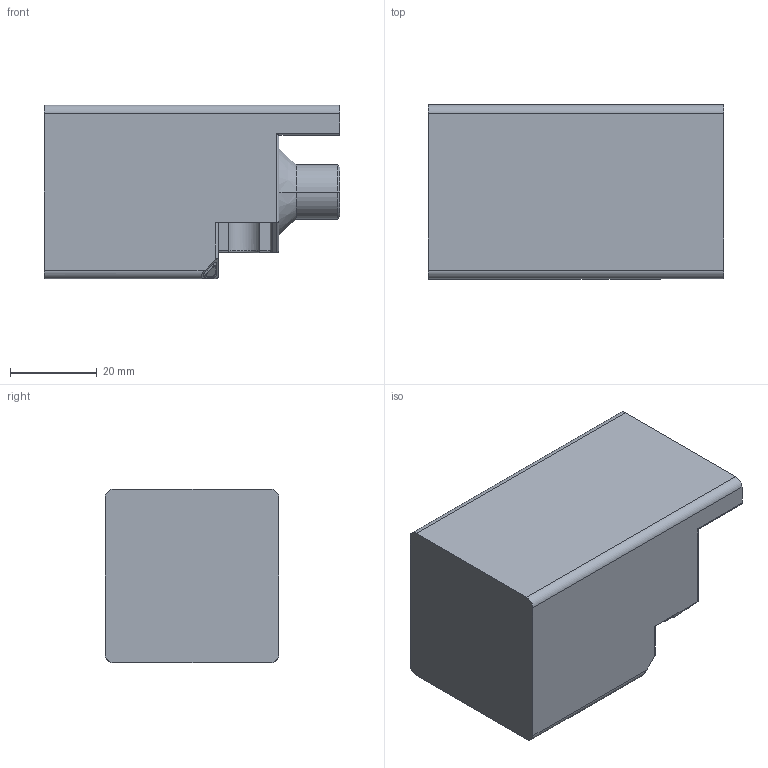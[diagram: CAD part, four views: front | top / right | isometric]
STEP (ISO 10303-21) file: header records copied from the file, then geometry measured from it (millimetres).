
FILE_DESCRIPTION((''),'2;1');
FILE_NAME('PRT0003','2012-02-14T',('dhelisch'),(''),'PRO/ENGINEER BY PARAMETRIC TECHNOLOGY CORPORATION, 2007250','PRO/ENGINEER BY PARAMETRIC TECHNOLOGY CORPORATION, 2007250','');
FILE_SCHEMA(('CONFIG_CONTROL_DESIGN'));
Length unit declared in the file: millimetre
Products named in the file (1): PRT0003
Bounding box: 68 x 40 x 40 mm (x, y, z)
Volume: 85672.4 mm3; surface area: 14044.1 mm2
Topology: 1 solids, 1 shells, 87 faces, 282 edges, 215 vertices
Faces by surface type: plane 43, cylinder 32, bspline 6, cone 4, torus 2
Entity records: 4619 total; most frequent: CARTESIAN_POINT 954, DIRECTION 494, ORIENTED_EDGE 444, PRESENTATION_STYLE_ASSIGNMENT 315, STYLED_ITEM 296, CURVE_STYLE 289, EDGE_CURVE 222, VECTOR 186
